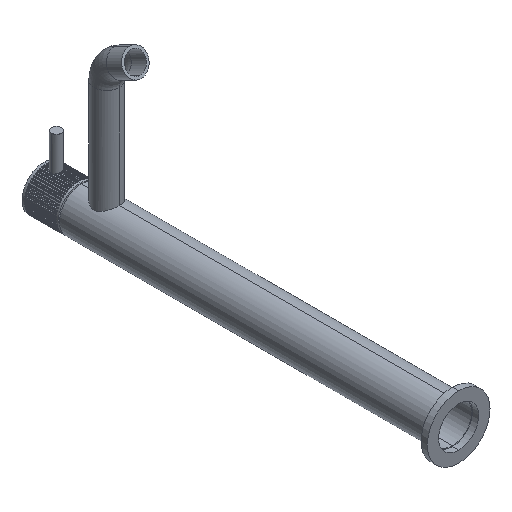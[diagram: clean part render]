
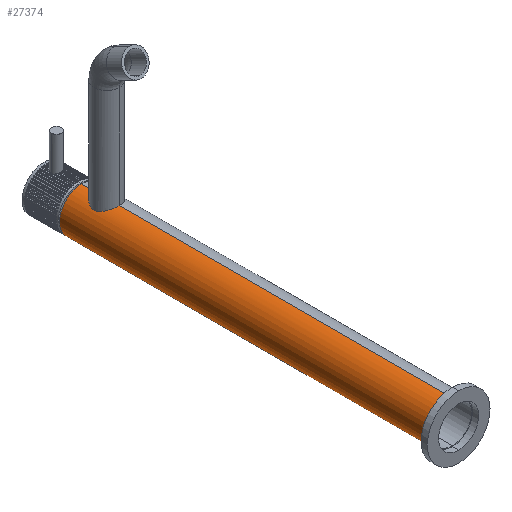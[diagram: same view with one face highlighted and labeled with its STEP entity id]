
A CAD part, isometric view. The second image highlights one B-rep face of the part: STEP entity #27374.
In plain terms, the highlighted cylindrical face has radius 17.5 mm (diameter 35 mm), a partial arc.
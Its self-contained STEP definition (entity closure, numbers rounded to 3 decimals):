
#751 = CARTESIAN_POINT ( 'NONE',  ( -10., 275.32, 14.362 ) ) ;
#939 = CARTESIAN_POINT ( 'NONE',  ( -6.621, 268.499, 16.201 ) ) ;
#1296 = CARTESIAN_POINT ( 'NONE',  ( -1.341, 285.932, 17.461 ) ) ;
#1649 = FACE_OUTER_BOUND ( 'NONE', #31174, .T. ) ;
#1734 = CIRCLE ( 'NONE', #19033, 17.5 ) ;
#3373 = CARTESIAN_POINT ( 'NONE',  ( -9.733, 273.68, 14.544 ) ) ;
#3552 = CARTESIAN_POINT ( 'NONE',  ( -8.474, 281.319, 15.313 ) ) ;
#3558 = VERTEX_POINT ( 'NONE', #18586 ) ;
#3735 = CARTESIAN_POINT ( 'NONE',  ( -3.274, 266.545, 17.194 ) ) ;
#3924 = CARTESIAN_POINT ( 'NONE',  ( -7.934, 282.121, 15.603 ) ) ;
#4106 = CARTESIAN_POINT ( 'NONE',  ( -8.951, 280.471, 15.039 ) ) ;
#4268 = DIRECTION ( 'NONE',  ( 0., 0., -1. ) ) ;
#4378 = CARTESIAN_POINT ( 'NONE',  ( 0., 0., 17.5 ) ) ;
#5415 = ORIENTED_EDGE ( 'NONE', *, *, #17100, .T. ) ;
#5882 = VECTOR ( 'NONE', #32516, 1000. ) ;
#6366 = CARTESIAN_POINT ( 'NONE',  ( -9.931, 274.655, 14.41 ) ) ;
#6727 = CARTESIAN_POINT ( 'NONE',  ( -0.677, 266., 17.5 ) ) ;
#6773 = AXIS2_PLACEMENT_3D ( 'NONE', #9149, #34740, #34387 ) ;
#6879 = ORIENTED_EDGE ( 'NONE', *, *, #20293, .T. ) ;
#6919 = CARTESIAN_POINT ( 'NONE',  ( -7.521, 269.402, 15.803 ) ) ;
#7446 = CYLINDRICAL_SURFACE ( 'NONE', #14970, 17.5 ) ;
#9138 = CARTESIAN_POINT ( 'NONE',  ( -6.625, 283.518, 16.205 ) ) ;
#9149 = CARTESIAN_POINT ( 'NONE',  ( 0., 0., 0. ) ) ;
#9232 = CARTESIAN_POINT ( 'NONE',  ( 0., 296., 17.5 ) ) ;
#9313 = CARTESIAN_POINT ( 'NONE',  ( 0., 286., 17.5 ) ) ;
#9679 = CARTESIAN_POINT ( 'NONE',  ( -2.315, 266.266, 17.349 ) ) ;
#9870 = CARTESIAN_POINT ( 'NONE',  ( -9.344, 279.578, 14.798 ) ) ;
#11092 = VERTEX_POINT ( 'NONE', #4378 ) ;
#11938 = CARTESIAN_POINT ( 'NONE',  ( -5.867, 267.896, 16.49 ) ) ;
#12127 = CARTESIAN_POINT ( 'NONE',  ( -2.634, 285.653, 17.304 ) ) ;
#12485 = CARTESIAN_POINT ( 'NONE',  ( -3.585, 266.659, 17.132 ) ) ;
#12669 = CARTESIAN_POINT ( 'NONE',  ( -10., 276.674, 14.361 ) ) ;
#13003 = VECTOR ( 'NONE', #21739, 1000. ) ;
#13009 = VERTEX_POINT ( 'NONE', #31578 ) ;
#14746 = CARTESIAN_POINT ( 'NONE',  ( -9.734, 278.313, 14.543 ) ) ;
#14918 = CARTESIAN_POINT ( 'NONE',  ( -7.307, 269.165, 15.904 ) ) ;
#14970 = AXIS2_PLACEMENT_3D ( 'NONE', #24437, #18830, #4268 ) ;
#15107 = CARTESIAN_POINT ( 'NONE',  ( -9.454, 272.724, 14.727 ) ) ;
#15286 = CARTESIAN_POINT ( 'NONE',  ( -6.856, 268.714, 16.103 ) ) ;
#15469 = CARTESIAN_POINT ( 'NONE',  ( -6.126, 268.09, 16.395 ) ) ;
#15927 = LINE ( 'NONE', #26781, #13003 ) ;
#16685 = EDGE_CURVE ( 'NONE', #28565, #11092, #34833, .T. ) ;
#17100 = EDGE_CURVE ( 'NONE', #13009, #11092, #31244, .T. ) ;
#17678 = DIRECTION ( 'NONE',  ( 0., 0., 1. ) ) ;
#17741 = CARTESIAN_POINT ( 'NONE',  ( -8.659, 270.957, 15.213 ) ) ;
#17922 = CARTESIAN_POINT ( 'NONE',  ( -9.65, 273.357, 14.599 ) ) ;
#18115 = CARTESIAN_POINT ( 'NONE',  ( -8.643, 281.04, 15.218 ) ) ;
#18132 = LINE ( 'NONE', #29527, #5882 ) ;
#18296 = CARTESIAN_POINT ( 'NONE',  ( -3.582, 285.342, 17.132 ) ) ;
#18586 = CARTESIAN_POINT ( 'NONE',  ( 0., 296., -17.5 ) ) ;
#18830 = DIRECTION ( 'NONE',  ( 0., -1., 0. ) ) ;
#19033 = AXIS2_PLACEMENT_3D ( 'NONE', #34115, #20296, #17678 ) ;
#19378 = VECTOR ( 'NONE', #20652, 1000. ) ;
#19961 = ORIENTED_EDGE ( 'NONE', *, *, #16685, .F. ) ;
#20293 = EDGE_CURVE ( 'NONE', #28565, #27092, #22739, .T. ) ;
#20296 = DIRECTION ( 'NONE',  ( 0., 1., 0. ) ) ;
#20652 = DIRECTION ( 'NONE',  ( 0., -1., 0. ) ) ;
#20732 = CARTESIAN_POINT ( 'NONE',  ( -5.056, 284.651, 16.763 ) ) ;
#20867 = ORIENTED_EDGE ( 'NONE', *, *, #23382, .T. ) ;
#20910 = CARTESIAN_POINT ( 'NONE',  ( -9.456, 279.27, 14.726 ) ) ;
#21296 = CARTESIAN_POINT ( 'NONE',  ( -7.529, 282.613, 15.806 ) ) ;
#21598 = CARTESIAN_POINT ( 'NONE',  ( 0., 266., 17.5 ) ) ;
#21739 = DIRECTION ( 'NONE',  ( 0., -1., 0. ) ) ;
#22739 = B_SPLINE_CURVE_WITH_KNOTS ( 'NONE', 3,
 ( #35265, #6727, #23542, #9679, #26716, #3735, #12485, #35087, #24096, #11938, #15469, #939, #15286, #14918, #6919, #31948, #29509, #17741, #29686, #32300, #15107, #17922, #3373, #6366, #751, #12669, #29154, #14746, #23356, #20910, #9870, #34729, #4106, #18115, #3552, #3924, #21296, #9138, #26349, #20732, #32498, #18296, #26898, #12127, #34913, #1296, #35458, #9313 ),
 .UNSPECIFIED., .F., .F.,
 ( 4, 2, 2, 2, 2, 2, 2, 2, 2, 2, 2, 2, 2, 2, 2, 2, 2, 2, 2, 2, 2, 2, 2, 4 ),
 ( 0., 0.002, 0.003, 0.004, 0.006, 0.007, 0.008, 0.009, 0.01, 0.012, 0.013, 0.014, 0.016, 0.018, 0.019, 0.02, 0.021, 0.022, 0.024, 0.026, 0.028, 0.029, 0.03, 0.032 ),
 .UNSPECIFIED. ) ;
#23085 = EDGE_CURVE ( 'NONE', #31869, #27092, #18132, .T. ) ;
#23356 = CARTESIAN_POINT ( 'NONE',  ( -9.652, 278.637, 14.598 ) ) ;
#23382 = EDGE_CURVE ( 'NONE', #3558, #13009, #15927, .T. ) ;
#23542 = CARTESIAN_POINT ( 'NONE',  ( -1.34, 266.068, 17.461 ) ) ;
#24096 = CARTESIAN_POINT ( 'NONE',  ( -5.06, 267.35, 16.762 ) ) ;
#24437 = CARTESIAN_POINT ( 'NONE',  ( 0., 296., 0. ) ) ;
#24646 = ORIENTED_EDGE ( 'NONE', *, *, #27723, .F. ) ;
#26089 = CARTESIAN_POINT ( 'NONE',  ( 0., 286., 17.5 ) ) ;
#26349 = CARTESIAN_POINT ( 'NONE',  ( -6.122, 283.933, 16.404 ) ) ;
#26716 = CARTESIAN_POINT ( 'NONE',  ( -2.637, 266.348, 17.303 ) ) ;
#26781 = CARTESIAN_POINT ( 'NONE',  ( 0., 296., -17.5 ) ) ;
#26898 = CARTESIAN_POINT ( 'NONE',  ( -3.267, 285.457, 17.195 ) ) ;
#27092 = VERTEX_POINT ( 'NONE', #26089 ) ;
#27374 = ADVANCED_FACE ( 'NONE', ( #1649 ), #7446, .T. ) ;
#27723 = EDGE_CURVE ( 'NONE', #3558, #31869, #1734, .T. ) ;
#28565 = VERTEX_POINT ( 'NONE', #21598 ) ;
#29154 = CARTESIAN_POINT ( 'NONE',  ( -9.932, 277.337, 14.409 ) ) ;
#29509 = CARTESIAN_POINT ( 'NONE',  ( -8.122, 270.157, 15.502 ) ) ;
#29527 = CARTESIAN_POINT ( 'NONE',  ( 0., 296., 17.5 ) ) ;
#29686 = CARTESIAN_POINT ( 'NONE',  ( -8.964, 271.52, 15.033 ) ) ;
#30475 = CARTESIAN_POINT ( 'NONE',  ( 0., 296., 17.5 ) ) ;
#30483 = ORIENTED_EDGE ( 'NONE', *, *, #23085, .F. ) ;
#31174 = EDGE_LOOP ( 'NONE', ( #30483, #24646, #20867, #5415, #19961, #6879 ) ) ;
#31244 = CIRCLE ( 'NONE', #6773, 17.5 ) ;
#31578 = CARTESIAN_POINT ( 'NONE',  ( 0., 0., -17.5 ) ) ;
#31869 = VERTEX_POINT ( 'NONE', #30475 ) ;
#31948 = CARTESIAN_POINT ( 'NONE',  ( -7.928, 269.897, 15.603 ) ) ;
#32300 = CARTESIAN_POINT ( 'NONE',  ( -9.341, 272.416, 14.799 ) ) ;
#32498 = CARTESIAN_POINT ( 'NONE',  ( -4.489, 284.96, 16.926 ) ) ;
#32516 = DIRECTION ( 'NONE',  ( 0., -1., 0. ) ) ;
#34115 = CARTESIAN_POINT ( 'NONE',  ( 0., 296., 0. ) ) ;
#34387 = DIRECTION ( 'NONE',  ( 0., 0., 1. ) ) ;
#34729 = CARTESIAN_POINT ( 'NONE',  ( -9.091, 280.178, 14.954 ) ) ;
#34740 = DIRECTION ( 'NONE',  ( 0., 1., 0. ) ) ;
#34833 = LINE ( 'NONE', #9232, #19378 ) ;
#34913 = CARTESIAN_POINT ( 'NONE',  ( -2.313, 285.734, 17.35 ) ) ;
#35087 = CARTESIAN_POINT ( 'NONE',  ( -4.49, 267.041, 16.925 ) ) ;
#35265 = CARTESIAN_POINT ( 'NONE',  ( 0., 266., 17.5 ) ) ;
#35458 = CARTESIAN_POINT ( 'NONE',  ( -0.678, 286., 17.5 ) ) ;
